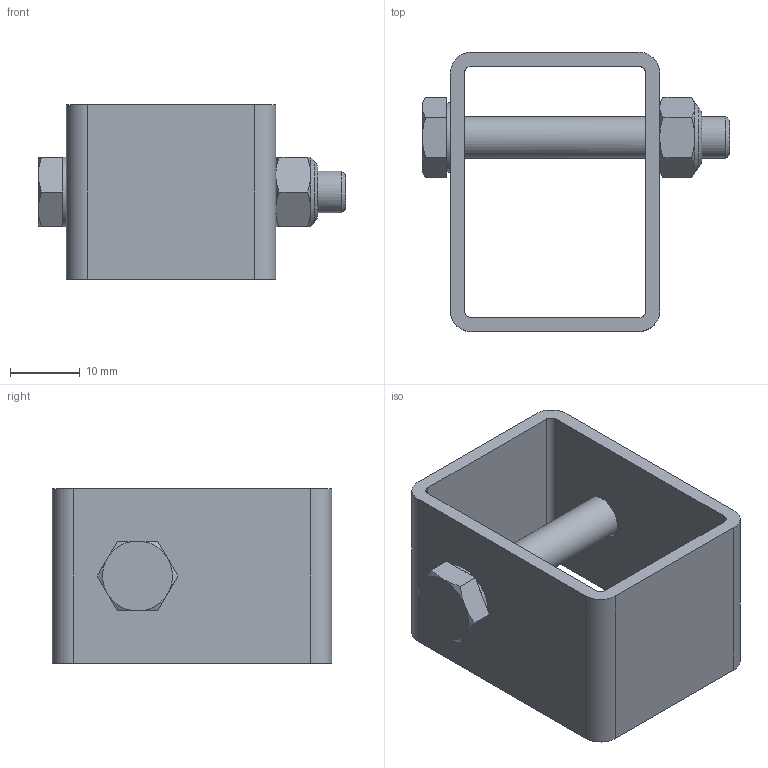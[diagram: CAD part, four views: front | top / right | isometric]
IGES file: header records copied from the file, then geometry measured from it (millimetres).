
Global section: file name: 51355_1297_9801; native system: Autodesk Inventor 2022; preprocessor: unknown; author: Nesvadba; date: 20240219.125048; units: millimetre
Bounding box: 44 x 40 x 25 mm (x, y, z)
Volume: 8091.8 mm3; surface area: 8350.6 mm2
Topology: 3 solids, 3 shells, 68 faces, 167 edges, 106 vertices
Faces by surface type: bspline 68
